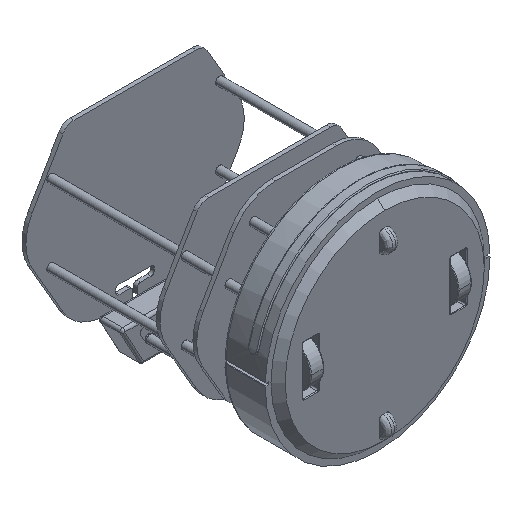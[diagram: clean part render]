
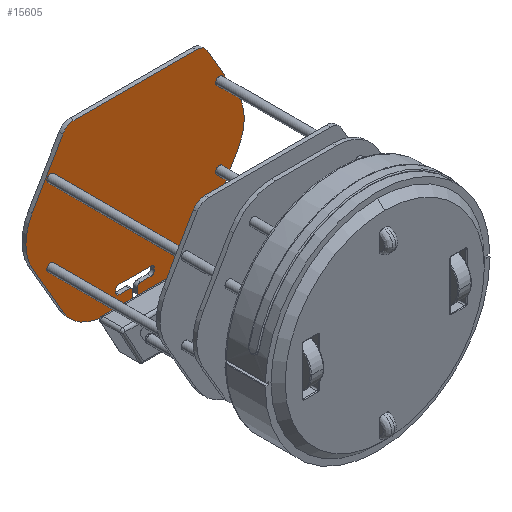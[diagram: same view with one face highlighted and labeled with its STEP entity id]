
A CAD part, isometric view. The second image highlights one B-rep face of the part: STEP entity #15605.
In plain terms, the highlighted free-form (B-spline) face has degree [1, 1] with [2, 2] control points.
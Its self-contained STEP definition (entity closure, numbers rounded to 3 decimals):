
#14862=DIRECTION('',(-1.,0.,0.));
#14863=VECTOR('',#14862,16.5);
#14864=CARTESIAN_POINT('',(-8.5,3.,126.635));
#14865=LINE('',#14864,#14863);
#14866=CARTESIAN_POINT('',(-8.5,3.,131.635));
#14867=DIRECTION('',(0.,-1.,0.));
#14868=DIRECTION('',(0.,0.,-1.));
#14869=AXIS2_PLACEMENT_3D('',#14866,#14867,#14868);
#14871=DIRECTION('',(0.,0.,-1.));
#14872=VECTOR('',#14871,7.);
#14873=CARTESIAN_POINT('',(-3.5,3.,138.635));
#14874=LINE('',#14873,#14872);
#14875=CARTESIAN_POINT('',(-8.5,3.,138.635));
#14876=DIRECTION('',(0.,-1.,0.));
#14877=DIRECTION('',(1.,0.,0.));
#14878=AXIS2_PLACEMENT_3D('',#14875,#14876,#14877);
#14880=DIRECTION('',(1.,0.,0.));
#14881=VECTOR('',#14880,39.);
#14882=CARTESIAN_POINT('',(-47.5,3.,143.635));
#14883=LINE('',#14882,#14881);
#14884=CARTESIAN_POINT('',(-47.5,3.,68.635));
#14885=DIRECTION('',(0.,1.,0.));
#14886=DIRECTION('',(-0.866,0.,0.5));
#14887=AXIS2_PLACEMENT_3D('',#14884,#14885,#14886);
#14889=DIRECTION('',(0.5,0.,0.866));
#14890=VECTOR('',#14889,94.998);
#14891=CARTESIAN_POINT('',(-159.951,3.,23.866));
#14892=LINE('',#14891,#14890);
#14893=CARTESIAN_POINT('',(-95.,3.,-13.635));
#14894=DIRECTION('',(0.,1.,0.));
#14895=DIRECTION('',(-0.866,0.,-0.5));
#14896=AXIS2_PLACEMENT_3D('',#14893,#14894,#14895);
#14898=DIRECTION('',(-0.5,0.,0.866));
#14899=VECTOR('',#14898,95.264);
#14900=CARTESIAN_POINT('',(-112.319,3.,-133.636));
#14901=LINE('',#14900,#14899);
#14902=CARTESIAN_POINT('',(-94.998,3.,-123.636));
#14903=DIRECTION('',(0.,1.,0.));
#14904=DIRECTION('',(0.,0.,-1.));
#14905=AXIS2_PLACEMENT_3D('',#14902,#14903,#14904);
#14907=DIRECTION('',(-1.,0.,0.));
#14908=VECTOR('',#14907,189.996);
#14909=CARTESIAN_POINT('',(94.998,3.,-143.636));
#14910=LINE('',#14909,#14908);
#14911=CARTESIAN_POINT('',(94.998,3.,-123.636));
#14912=DIRECTION('',(0.,1.,0.));
#14913=DIRECTION('',(0.866,0.,-0.5));
#14914=AXIS2_PLACEMENT_3D('',#14911,#14912,#14913);
#14916=DIRECTION('',(-0.5,0.,-0.866));
#14917=VECTOR('',#14916,95.264);
#14918=CARTESIAN_POINT('',(159.951,3.,-51.136));
#14919=LINE('',#14918,#14917);
#14920=CARTESIAN_POINT('',(95.,3.,-13.635));
#14921=DIRECTION('',(0.,1.,0.));
#14922=DIRECTION('',(0.866,0.,0.5));
#14923=AXIS2_PLACEMENT_3D('',#14920,#14921,#14922);
#14925=DIRECTION('',(0.5,0.,-0.866));
#14926=VECTOR('',#14925,94.998);
#14927=CARTESIAN_POINT('',(112.451,3.,106.136));
#14928=LINE('',#14927,#14926);
#14929=CARTESIAN_POINT('',(47.5,3.,68.635));
#14930=DIRECTION('',(0.,1.,0.));
#14931=DIRECTION('',(0.,0.,1.));
#14932=AXIS2_PLACEMENT_3D('',#14929,#14930,#14931);
#14934=DIRECTION('',(1.,0.,0.));
#14935=VECTOR('',#14934,39.);
#14936=CARTESIAN_POINT('',(8.5,3.,143.635));
#14937=LINE('',#14936,#14935);
#14938=CARTESIAN_POINT('',(8.5,3.,138.635));
#14939=DIRECTION('',(0.,-1.,0.));
#14940=DIRECTION('',(0.,0.,1.));
#14941=AXIS2_PLACEMENT_3D('',#14938,#14939,#14940);
#14943=DIRECTION('',(0.,0.,1.));
#14944=VECTOR('',#14943,7.);
#14945=CARTESIAN_POINT('',(3.5,3.,131.635));
#14946=LINE('',#14945,#14944);
#14947=CARTESIAN_POINT('',(8.5,3.,131.635));
#14948=DIRECTION('',(0.,-1.,0.));
#14949=DIRECTION('',(-1.,0.,0.));
#14950=AXIS2_PLACEMENT_3D('',#14947,#14948,#14949);
#14952=DIRECTION('',(-1.,0.,0.));
#14953=VECTOR('',#14952,16.5);
#14954=CARTESIAN_POINT('',(25.,3.,126.635));
#14955=LINE('',#14954,#14953);
#14956=CARTESIAN_POINT('',(25.,3.,121.635));
#14957=DIRECTION('',(0.,-1.,0.));
#14958=DIRECTION('',(1.,0.,0.));
#14959=AXIS2_PLACEMENT_3D('',#14956,#14957,#14958);
#14961=DIRECTION('',(0.,0.,1.));
#14962=VECTOR('',#14961,4.);
#14963=CARTESIAN_POINT('',(30.,3.,117.635));
#14964=LINE('',#14963,#14962);
#14965=CARTESIAN_POINT('',(25.,3.,117.635));
#14966=DIRECTION('',(0.,-1.,0.));
#14967=DIRECTION('',(0.,0.,-1.));
#14968=AXIS2_PLACEMENT_3D('',#14965,#14966,#14967);
#14970=DIRECTION('',(1.,0.,0.));
#14971=VECTOR('',#14970,50.);
#14972=CARTESIAN_POINT('',(-25.,3.,112.635));
#14973=LINE('',#14972,#14971);
#14974=CARTESIAN_POINT('',(-25.,3.,117.635));
#14975=DIRECTION('',(0.,-1.,0.));
#14976=DIRECTION('',(-1.,0.,0.));
#14977=AXIS2_PLACEMENT_3D('',#14974,#14975,#14976);
#14979=DIRECTION('',(0.,0.,-1.));
#14980=VECTOR('',#14979,4.);
#14981=CARTESIAN_POINT('',(-30.,3.,121.635));
#14982=LINE('',#14981,#14980);
#14983=CARTESIAN_POINT('',(-25.,3.,121.635));
#14984=DIRECTION('',(0.,-1.,0.));
#14985=DIRECTION('',(0.,0.,1.));
#14986=AXIS2_PLACEMENT_3D('',#14983,#14984,#14985);
#15048=CARTESIAN_POINT('',(47.5,3.,143.635));
#15049=CARTESIAN_POINT('',(112.451,3.,106.136));
#15050=VERTEX_POINT('',#15048);
#15051=VERTEX_POINT('',#15049);
#15052=CARTESIAN_POINT('',(159.951,3.,23.866));
#15053=VERTEX_POINT('',#15052);
#15054=CARTESIAN_POINT('',(159.951,3.,-51.136));
#15055=VERTEX_POINT('',#15054);
#15056=CARTESIAN_POINT('',(-159.951,3.,-51.136));
#15057=CARTESIAN_POINT('',(-159.951,3.,23.866));
#15058=VERTEX_POINT('',#15056);
#15059=VERTEX_POINT('',#15057);
#15060=CARTESIAN_POINT('',(-112.451,3.,106.136));
#15061=VERTEX_POINT('',#15060);
#15062=CARTESIAN_POINT('',(-47.5,3.,143.635));
#15063=VERTEX_POINT('',#15062);
#15068=CARTESIAN_POINT('',(-94.998,3.,-143.636));
#15069=VERTEX_POINT('',#15068);
#15070=CARTESIAN_POINT('',(-112.319,3.,-133.636));
#15071=VERTEX_POINT('',#15070);
#15076=CARTESIAN_POINT('',(112.319,3.,-133.636));
#15077=VERTEX_POINT('',#15076);
#15078=CARTESIAN_POINT('',(94.998,3.,-143.636));
#15079=VERTEX_POINT('',#15078);
#15112=CARTESIAN_POINT('',(-8.5,3.,126.635));
#15113=CARTESIAN_POINT('',(-25.,3.,126.635));
#15114=VERTEX_POINT('',#15112);
#15115=VERTEX_POINT('',#15113);
#15116=CARTESIAN_POINT('',(-30.,3.,121.635));
#15117=VERTEX_POINT('',#15116);
#15118=CARTESIAN_POINT('',(-30.,3.,117.635));
#15119=VERTEX_POINT('',#15118);
#15120=CARTESIAN_POINT('',(-25.,3.,112.635));
#15121=VERTEX_POINT('',#15120);
#15122=CARTESIAN_POINT('',(25.,3.,112.635));
#15123=VERTEX_POINT('',#15122);
#15124=CARTESIAN_POINT('',(30.,3.,117.635));
#15125=VERTEX_POINT('',#15124);
#15126=CARTESIAN_POINT('',(30.,3.,121.635));
#15127=VERTEX_POINT('',#15126);
#15128=CARTESIAN_POINT('',(25.,3.,126.635));
#15129=VERTEX_POINT('',#15128);
#15130=CARTESIAN_POINT('',(8.5,3.,126.635));
#15131=VERTEX_POINT('',#15130);
#15132=CARTESIAN_POINT('',(3.5,3.,131.635));
#15133=VERTEX_POINT('',#15132);
#15134=CARTESIAN_POINT('',(3.5,3.,138.635));
#15135=VERTEX_POINT('',#15134);
#15136=CARTESIAN_POINT('',(8.5,3.,143.635));
#15137=VERTEX_POINT('',#15136);
#15138=CARTESIAN_POINT('',(-3.5,3.,138.635));
#15139=CARTESIAN_POINT('',(-8.5,3.,143.635));
#15140=VERTEX_POINT('',#15138);
#15141=VERTEX_POINT('',#15139);
#15142=CARTESIAN_POINT('',(-3.5,3.,131.635));
#15143=VERTEX_POINT('',#15142);
#15559=CARTESIAN_POINT('',(-176.8,3.,149.38));
#15560=CARTESIAN_POINT('',(-176.8,3.,-149.381));
#15561=CARTESIAN_POINT('',(176.8,3.,149.38));
#15562=CARTESIAN_POINT('',(176.8,3.,-149.381));
#15563=B_SPLINE_SURFACE_WITH_KNOTS('',1,1,((#15559,#15560),(#15561,#15562)),
.UNSPECIFIED.,.F.,.F.,.F.,(2,2),(2,2),(-176.8,176.8),(-149.38,
149.381),.UNSPECIFIED.);
#15564=ORIENTED_EDGE('',*,*,#15216,.F.);
#15565=ORIENTED_EDGE('',*,*,#15245,.T.);
#15566=ORIENTED_EDGE('',*,*,#15259,.F.);
#15567=ORIENTED_EDGE('',*,*,#15287,.T.);
#15568=ORIENTED_EDGE('',*,*,#15317,.F.);
#15570=ORIENTED_EDGE('',*,*,#15569,.F.);
#15572=ORIENTED_EDGE('',*,*,#15571,.F.);
#15574=ORIENTED_EDGE('',*,*,#15573,.F.);
#15576=ORIENTED_EDGE('',*,*,#15575,.F.);
#15578=ORIENTED_EDGE('',*,*,#15577,.F.);
#15580=ORIENTED_EDGE('',*,*,#15579,.F.);
#15582=ORIENTED_EDGE('',*,*,#15581,.F.);
#15584=ORIENTED_EDGE('',*,*,#15583,.F.);
#15586=ORIENTED_EDGE('',*,*,#15585,.F.);
#15588=ORIENTED_EDGE('',*,*,#15587,.F.);
#15590=ORIENTED_EDGE('',*,*,#15589,.F.);
#15591=ORIENTED_EDGE('',*,*,#15300,.F.);
#15592=ORIENTED_EDGE('',*,*,#15344,.T.);
#15593=ORIENTED_EDGE('',*,*,#15358,.F.);
#15594=ORIENTED_EDGE('',*,*,#15386,.T.);
#15595=ORIENTED_EDGE('',*,*,#15400,.F.);
#15596=ORIENTED_EDGE('',*,*,#15428,.F.);
#15597=ORIENTED_EDGE('',*,*,#15442,.F.);
#15598=ORIENTED_EDGE('',*,*,#15470,.F.);
#15599=ORIENTED_EDGE('',*,*,#15484,.F.);
#15600=ORIENTED_EDGE('',*,*,#15512,.F.);
#15601=ORIENTED_EDGE('',*,*,#15526,.F.);
#15602=ORIENTED_EDGE('',*,*,#15553,.F.);
#15603=EDGE_LOOP('',(#15564,#15565,#15566,#15567,#15568,#15570,#15572,#15574,
#15576,#15578,#15580,#15582,#15584,#15586,#15588,#15590,#15591,#15592,#15593,
#15594,#15595,#15596,#15597,#15598,#15599,#15600,#15601,#15602));
#15604=FACE_OUTER_BOUND('',#15603,.F.);
#15605=ADVANCED_FACE('',(#15604),#15563,.T.);
#14870=CIRCLE('',#14869,5.);
#14879=CIRCLE('',#14878,5.);
#14888=CIRCLE('',#14887,75.);
#14897=CIRCLE('',#14896,75.);
#14906=CIRCLE('',#14905,20.);
#14915=CIRCLE('',#14914,20.);
#14924=CIRCLE('',#14923,75.);
#14933=CIRCLE('',#14932,75.);
#14942=CIRCLE('',#14941,5.);
#14951=CIRCLE('',#14950,5.);
#14960=CIRCLE('',#14959,5.);
#14969=CIRCLE('',#14968,5.);
#14978=CIRCLE('',#14977,5.);
#14987=CIRCLE('',#14986,5.);
#15216=EDGE_CURVE('',#15114,#15115,#14865,.T.);
#15245=EDGE_CURVE('',#15114,#15143,#14870,.T.);
#15259=EDGE_CURVE('',#15140,#15143,#14874,.T.);
#15287=EDGE_CURVE('',#15140,#15141,#14879,.T.);
#15300=EDGE_CURVE('',#15137,#15050,#14937,.T.);
#15317=EDGE_CURVE('',#15063,#15141,#14883,.T.);
#15344=EDGE_CURVE('',#15137,#15135,#14942,.T.);
#15358=EDGE_CURVE('',#15133,#15135,#14946,.T.);
#15386=EDGE_CURVE('',#15133,#15131,#14951,.T.);
#15400=EDGE_CURVE('',#15129,#15131,#14955,.T.);
#15428=EDGE_CURVE('',#15127,#15129,#14960,.T.);
#15442=EDGE_CURVE('',#15125,#15127,#14964,.T.);
#15470=EDGE_CURVE('',#15123,#15125,#14969,.T.);
#15484=EDGE_CURVE('',#15121,#15123,#14973,.T.);
#15512=EDGE_CURVE('',#15119,#15121,#14978,.T.);
#15526=EDGE_CURVE('',#15117,#15119,#14982,.T.);
#15553=EDGE_CURVE('',#15115,#15117,#14987,.T.);
#15569=EDGE_CURVE('',#15061,#15063,#14888,.T.);
#15571=EDGE_CURVE('',#15059,#15061,#14892,.T.);
#15573=EDGE_CURVE('',#15058,#15059,#14897,.T.);
#15575=EDGE_CURVE('',#15071,#15058,#14901,.T.);
#15577=EDGE_CURVE('',#15069,#15071,#14906,.T.);
#15579=EDGE_CURVE('',#15079,#15069,#14910,.T.);
#15581=EDGE_CURVE('',#15077,#15079,#14915,.T.);
#15583=EDGE_CURVE('',#15055,#15077,#14919,.T.);
#15585=EDGE_CURVE('',#15053,#15055,#14924,.T.);
#15587=EDGE_CURVE('',#15051,#15053,#14928,.T.);
#15589=EDGE_CURVE('',#15050,#15051,#14933,.T.);
